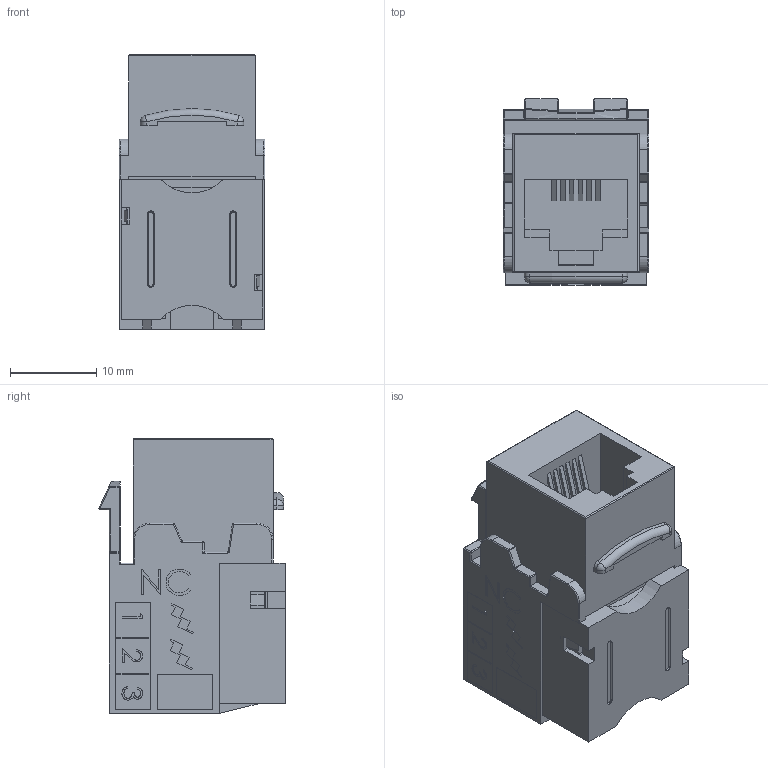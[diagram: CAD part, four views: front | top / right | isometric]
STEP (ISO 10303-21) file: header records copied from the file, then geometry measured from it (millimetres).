
FILE_DESCRIPTION (( 'STEP AP214' ), '1' );
FILE_NAME ('MJS110RJ12.STEP', '2015-03-17T13:21:16', ( 'L-Com' ), ( 'L-Com Global Connectivity' ), 'SwSTEP 2.0', 'SolidWorks 2014', '' );
FILE_SCHEMA (( 'AUTOMOTIVE_DESIGN' ));
Length unit declared in the file: inch
Products named in the file (3): MJS110RJ12-MA4; MJS110RJ12-MA3; MJS110RJ12
Assembly tree (2 placements, depth 2):
  MJS110RJ12
    MJS110RJ12-MA3
    MJS110RJ12-MA4
Bounding box: 16.92 x 21.59 x 31.85 mm (x, y, z)
Volume: 7536.5 mm3; surface area: 6030.9 mm2
Topology: 2 solids, 2 shells, 683 faces, 1887 edges, 1213 vertices
Faces by surface type: plane 493, cylinder 91, bspline 59, torus 20, sphere 20
Entity records: 29640 total; most frequent: CARTESIAN_POINT 7370, ORIENTED_EDGE 3742, DIRECTION 3182, EDGE_CURVE 1871, LINE 1548, VECTOR 1548, VERTEX_POINT 1209, AXIS2_PLACEMENT_3D 817
